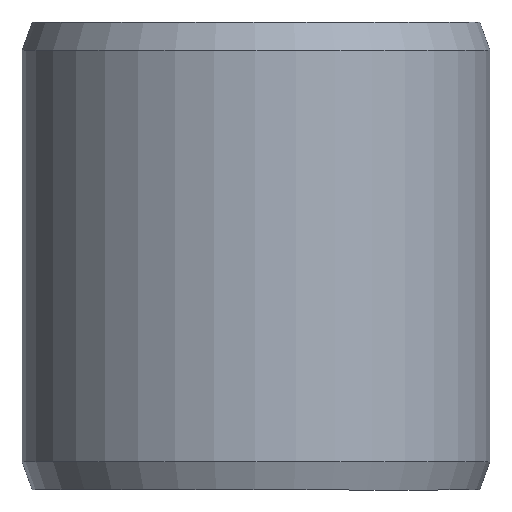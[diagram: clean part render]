
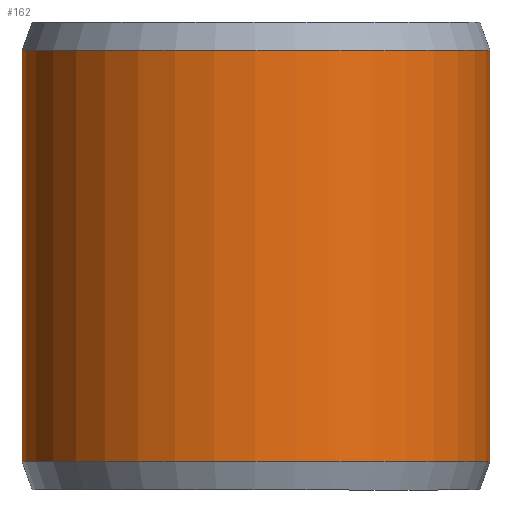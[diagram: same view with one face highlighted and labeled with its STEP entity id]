
A CAD part, front view. The second image highlights one B-rep face of the part: STEP entity #162.
In plain terms, the highlighted cylindrical face has radius 5 mm (diameter 10 mm), a partial arc.
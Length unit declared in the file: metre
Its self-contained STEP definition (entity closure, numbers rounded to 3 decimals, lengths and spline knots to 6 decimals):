
#162=ADVANCED_FACE('',(#185,#186),#187,.T.);
#185=FACE_OUTER_BOUND('',#211,.T.);
#186=FACE_BOUND('',#212,.T.);
#187=CYLINDRICAL_SURFACE('',#213,0.005);
#211=EDGE_LOOP('',(#289,#290,#291,#292));
#212=EDGE_LOOP('',(#293));
#213=AXIS2_PLACEMENT_3D('',#294,#295,#296);
#289=ORIENTED_EDGE('',*,*,#314,.T.);
#290=ORIENTED_EDGE('',*,*,#323,.F.);
#291=ORIENTED_EDGE('',*,*,#309,.F.);
#292=ORIENTED_EDGE('',*,*,#324,.T.);
#293=ORIENTED_EDGE('',*,*,#327,.T.);
#294=CARTESIAN_POINT('',(0.,0.,0.0));
#295=DIRECTION('',(0.,0.0,-1.0));
#296=DIRECTION('',(-1.0,0.0,0.));
#309=EDGE_CURVE('',#341,#342,#343,.T.);
#314=EDGE_CURVE('',#351,#349,#352,.T.);
#323=EDGE_CURVE('',#342,#349,#365,.T.);
#324=EDGE_CURVE('',#341,#351,#366,.T.);
#327=EDGE_CURVE('',#370,#370,#371,.T.);
#341=VERTEX_POINT('',#389);
#342=VERTEX_POINT('',#390);
#343=CIRCLE('',#391,0.005);
#349=VERTEX_POINT('',#399);
#351=VERTEX_POINT('',#402);
#352=CIRCLE('',#403,0.005);
#365=LINE('',#422,#423);
#366=LINE('',#424,#425);
#370=VERTEX_POINT('',#487);
#371=B_SPLINE_CURVE_WITH_KNOTS('',3,(#488,#489,#490,#491,#492,#493,#494,#495,#496,#497,#498,#499,#500,#501,#502,#503,#504,#505,#506,#507,#508,#509,#510,#511,#512,#513,#514,#515,#516,#517,#518,#519,#520,#521,#522,#523,#524,#525,#526,#527,#528,#529,#530,#531,#532,#533,#534,#535,#536,#537,#538,#539,#540,#541,#542,#543,#544,#545),.UNSPECIFIED.,.T.,.F.,(2,2,2,2,2,2,2,2,2,2,2,2,2,2,2,2,2,2,2,2,2,2,2,2,2,2,2,2,2,2,2),(-0.00079,0.0,0.000395,0.00079,0.001184,0.001579,0.002369,0.002763,0.003158,0.003553,0.003948,0.004343,0.004737,0.005132,0.005527,0.006317,0.006711,0.007106,0.007501,0.007896,0.00829,0.008685,0.00908,0.009475,0.010264,0.010659,0.011054,0.011449,0.011844,0.012633,0.013028),.UNSPECIFIED.);
#389=CARTESIAN_POINT('',(0.000087,0.004999,0.0006));
#390=CARTESIAN_POINT('',(0.,0.005,0.0006));
#391=AXIS2_PLACEMENT_3D('',#559,#560,#561);
#399=CARTESIAN_POINT('',(0.,0.005,0.0094));
#402=CARTESIAN_POINT('',(0.000087,0.004999,0.0094));
#403=AXIS2_PLACEMENT_3D('',#568,#569,#570);
#422=CARTESIAN_POINT('',(0.,0.005,0.0006));
#423=VECTOR('',#583,1.0);
#424=CARTESIAN_POINT('',(0.000087,0.004999,0.0006));
#425=VECTOR('',#584,1.0);
#487=CARTESIAN_POINT('',(0.002898,-0.004075,0.005));
#488=CARTESIAN_POINT('',(0.002898,-0.004075,0.004733));
#489=CARTESIAN_POINT('',(0.002898,-0.004075,0.005134));
#490=CARTESIAN_POINT('',(0.00291,-0.004066,0.005265));
#491=CARTESIAN_POINT('',(0.002955,-0.004033,0.005522));
#492=CARTESIAN_POINT('',(0.002989,-0.004008,0.00565));
#493=CARTESIAN_POINT('',(0.003076,-0.003943,0.005891));
#494=CARTESIAN_POINT('',(0.003127,-0.003902,0.006005));
#495=CARTESIAN_POINT('',(0.003246,-0.003804,0.006221));
#496=CARTESIAN_POINT('',(0.003312,-0.003747,0.006323));
#497=CARTESIAN_POINT('',(0.003522,-0.003554,0.006596));
#498=CARTESIAN_POINT('',(0.003681,-0.003392,0.006745));
#499=CARTESIAN_POINT('',(0.003915,-0.003112,0.006895));
#500=CARTESIAN_POINT('',(0.003994,-0.003011,0.006935));
#501=CARTESIAN_POINT('',(0.004145,-0.0028,0.006987));
#502=CARTESIAN_POINT('',(0.004216,-0.00269,0.007));
#503=CARTESIAN_POINT('',(0.004353,-0.002464,0.007));
#504=CARTESIAN_POINT('',(0.004417,-0.002347,0.006987));
#505=CARTESIAN_POINT('',(0.004532,-0.002115,0.006935));
#506=CARTESIAN_POINT('',(0.004584,-0.002,0.006897));
#507=CARTESIAN_POINT('',(0.004677,-0.001771,0.006795));
#508=CARTESIAN_POINT('',(0.004717,-0.001661,0.006734));
#509=CARTESIAN_POINT('',(0.004786,-0.001451,0.006589));
#510=CARTESIAN_POINT('',(0.004815,-0.00135,0.006506));
#511=CARTESIAN_POINT('',(0.004863,-0.001166,0.006323));
#512=CARTESIAN_POINT('',(0.004882,-0.001081,0.006223));
#513=CARTESIAN_POINT('',(0.004913,-0.000931,0.006008));
#514=CARTESIAN_POINT('',(0.004925,-0.000865,0.005891));
#515=CARTESIAN_POINT('',(0.004951,-0.000705,0.005531));
#516=CARTESIAN_POINT('',(0.004958,-0.000646,0.005266));
#517=CARTESIAN_POINT('',(0.004958,-0.000646,0.004871));
#518=CARTESIAN_POINT('',(0.004956,-0.00066,0.004738));
#519=CARTESIAN_POINT('',(0.004949,-0.000716,0.004479));
#520=CARTESIAN_POINT('',(0.004943,-0.000757,0.004354));
#521=CARTESIAN_POINT('',(0.004925,-0.000863,0.004112));
#522=CARTESIAN_POINT('',(0.004913,-0.000929,0.003995));
#523=CARTESIAN_POINT('',(0.004883,-0.001079,0.00378));
#524=CARTESIAN_POINT('',(0.004864,-0.001163,0.00368));
#525=CARTESIAN_POINT('',(0.004815,-0.001349,0.003495));
#526=CARTESIAN_POINT('',(0.004787,-0.001448,0.003413));
#527=CARTESIAN_POINT('',(0.004718,-0.001658,0.003268));
#528=CARTESIAN_POINT('',(0.004678,-0.001769,0.003205));
#529=CARTESIAN_POINT('',(0.004586,-0.001996,0.003104));
#530=CARTESIAN_POINT('',(0.004534,-0.002111,0.003066));
#531=CARTESIAN_POINT('',(0.004419,-0.002342,0.003014));
#532=CARTESIAN_POINT('',(0.004355,-0.00246,0.003));
#533=CARTESIAN_POINT('',(0.004151,-0.002799,0.003));
#534=CARTESIAN_POINT('',(0.003996,-0.003016,0.003053));
#535=CARTESIAN_POINT('',(0.003761,-0.003297,0.003204));
#536=CARTESIAN_POINT('',(0.003682,-0.003385,0.003266));
#537=CARTESIAN_POINT('',(0.003528,-0.003545,0.003411));
#538=CARTESIAN_POINT('',(0.003454,-0.003617,0.003493));
#539=CARTESIAN_POINT('',(0.003313,-0.003746,0.003676));
#540=CARTESIAN_POINT('',(0.003246,-0.003804,0.003778));
#541=CARTESIAN_POINT('',(0.003129,-0.003901,0.003992));
#542=CARTESIAN_POINT('',(0.003077,-0.003942,0.004107));
#543=CARTESIAN_POINT('',(0.002946,-0.004041,0.004471));
#544=CARTESIAN_POINT('',(0.002898,-0.004075,0.004733));
#545=CARTESIAN_POINT('',(0.002898,-0.004075,0.005134));
#559=CARTESIAN_POINT('',(0.,0.,0.0006));
#560=DIRECTION('',(0.,0.0,-1.0));
#561=DIRECTION('',(-1.0,0.0,0.));
#568=CARTESIAN_POINT('',(0.,0.,0.0094));
#569=DIRECTION('',(0.,0.0,-1.0));
#570=DIRECTION('',(-1.0,0.0,0.));
#583=DIRECTION('',(0.0,0.0,1.0));
#584=DIRECTION('',(0.,0.,1.0));
